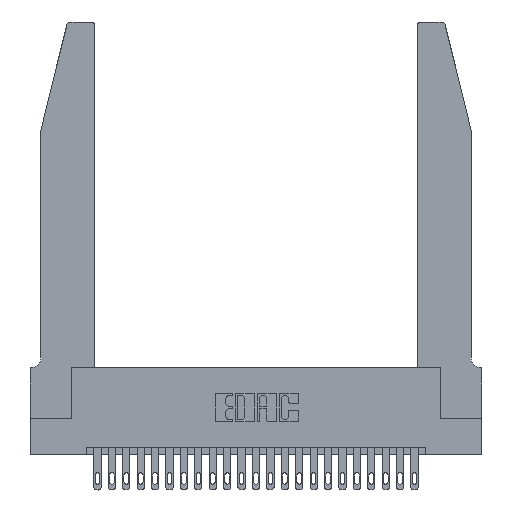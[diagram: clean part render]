
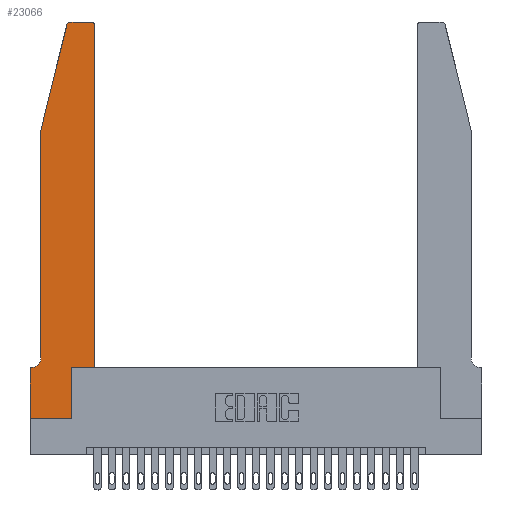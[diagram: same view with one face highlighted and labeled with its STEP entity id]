
A CAD part, top view. The second image highlights one B-rep face of the part: STEP entity #23066.
In plain terms, the highlighted planar face has unit normal (0, 0, 1).
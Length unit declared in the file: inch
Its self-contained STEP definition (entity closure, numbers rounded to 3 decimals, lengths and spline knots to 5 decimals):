
#149 = DIRECTION ( 'NONE',  ( 1., 0., 0. ) ) ;
#238 = ORIENTED_EDGE ( 'NONE', *, *, #3214, .T. ) ;
#249 = LINE ( 'NONE', #15509, #20153 ) ;
#403 = ORIENTED_EDGE ( 'NONE', *, *, #23394, .T. ) ;
#426 = VERTEX_POINT ( 'NONE', #10881 ) ;
#505 = EDGE_CURVE ( 'NONE', #8610, #3237, #249, .T. ) ;
#581 = EDGE_CURVE ( 'NONE', #426, #15067, #21975, .T. ) ;
#758 = DIRECTION ( 'NONE',  ( 0., 0., 1. ) ) ;
#1368 = CARTESIAN_POINT ( 'NONE',  ( 0.2865, 0.35, 0.37 ) ) ;
#1721 = CARTESIAN_POINT ( 'NONE',  ( 0.0755, 0.35, 0.37 ) ) ;
#2035 = ORIENTED_EDGE ( 'NONE', *, *, #9471, .T. ) ;
#2219 = AXIS2_PLACEMENT_3D ( 'NONE', #2363, #2535, #23978 ) ;
#2363 = CARTESIAN_POINT ( 'NONE',  ( 0.284, 2.72, 0.37 ) ) ;
#2535 = DIRECTION ( 'NONE',  ( 0., 0., 1. ) ) ;
#2610 = LINE ( 'NONE', #1721, #22801 ) ;
#2811 = CARTESIAN_POINT ( 'NONE',  ( 0.4205, 2.75, 0.37 ) ) ;
#2818 = CARTESIAN_POINT ( 'NONE',  ( 0., 0., 0.37 ) ) ;
#3214 = EDGE_CURVE ( 'NONE', #9502, #5872, #8044, .T. ) ;
#3237 = VERTEX_POINT ( 'NONE', #19409 ) ;
#3681 = ORIENTED_EDGE ( 'NONE', *, *, #581, .T. ) ;
#4154 = EDGE_CURVE ( 'NONE', #8830, #11521, #22664, .T. ) ;
#4176 = CARTESIAN_POINT ( 'NONE',  ( 0.2605, 2.75, 0.37 ) ) ;
#4599 = CARTESIAN_POINT ( 'NONE',  ( 0.2865, 0., 0.37 ) ) ;
#5218 = CARTESIAN_POINT ( 'NONE',  ( 0., 0., 0.37 ) ) ;
#5402 = AXIS2_PLACEMENT_3D ( 'NONE', #25187, #9815, #23232 ) ;
#5814 = ORIENTED_EDGE ( 'NONE', *, *, #23578, .T. ) ;
#5872 = VERTEX_POINT ( 'NONE', #10175 ) ;
#6110 = VECTOR ( 'NONE', #8141, 39.37008 ) ;
#6152 = EDGE_CURVE ( 'NONE', #11521, #11200, #18668, .T. ) ;
#7101 = DIRECTION ( 'NONE',  ( 0., -1., 0. ) ) ;
#7199 = ORIENTED_EDGE ( 'NONE', *, *, #18598, .T. ) ;
#8044 = CIRCLE ( 'NONE', #5402, 0.07 ) ;
#8050 = DIRECTION ( 'NONE',  ( 1., 0., 0. ) ) ;
#8141 = DIRECTION ( 'NONE',  ( 0., 1., 0. ) ) ;
#8294 = CARTESIAN_POINT ( 'NONE',  ( 0.0755, 0.42, 0.37 ) ) ;
#8610 = VERTEX_POINT ( 'NONE', #13336 ) ;
#8774 = ORIENTED_EDGE ( 'NONE', *, *, #6152, .T. ) ;
#8830 = VERTEX_POINT ( 'NONE', #5218 ) ;
#9471 = EDGE_CURVE ( 'NONE', #11200, #426, #14016, .T. ) ;
#9502 = VERTEX_POINT ( 'NONE', #8294 ) ;
#9813 = EDGE_CURVE ( 'NONE', #19705, #14262, #14950, .T. ) ;
#9815 = DIRECTION ( 'NONE',  ( 0., 0., -1. ) ) ;
#9844 = VECTOR ( 'NONE', #7101, 39.37008 ) ;
#10054 = VERTEX_POINT ( 'NONE', #18391 ) ;
#10175 = CARTESIAN_POINT ( 'NONE',  ( 0.0055, 0.35, 0.37 ) ) ;
#10881 = CARTESIAN_POINT ( 'NONE',  ( 0.4505, 0.35, 0.37 ) ) ;
#10895 = EDGE_CURVE ( 'NONE', #15067, #19705, #21008, .T. ) ;
#11200 = VERTEX_POINT ( 'NONE', #1368 ) ;
#11521 = VERTEX_POINT ( 'NONE', #4599 ) ;
#12255 = AXIS2_PLACEMENT_3D ( 'NONE', #16217, #25295, #149 ) ;
#13077 = DIRECTION ( 'NONE',  ( 1., 0., 0. ) ) ;
#13119 = CARTESIAN_POINT ( 'NONE',  ( 0.4505, 2.72, 0.37 ) ) ;
#13205 = VECTOR ( 'NONE', #13077, 39.37008 ) ;
#13264 = DIRECTION ( 'NONE',  ( -1., 0., 0. ) ) ;
#13336 = CARTESIAN_POINT ( 'NONE',  ( 0.25487, 2.72718, 0.37 ) ) ;
#13611 = CARTESIAN_POINT ( 'NONE',  ( 0.4505, 0.35, 0.37 ) ) ;
#13712 = VECTOR ( 'NONE', #13988, 39.37008 ) ;
#13959 = EDGE_CURVE ( 'NONE', #3237, #9502, #14725, .T. ) ;
#13988 = DIRECTION ( 'NONE',  ( -1., 0., 0. ) ) ;
#14016 = LINE ( 'NONE', #13611, #23513 ) ;
#14262 = VERTEX_POINT ( 'NONE', #24601 ) ;
#14440 = ORIENTED_EDGE ( 'NONE', *, *, #505, .T. ) ;
#14725 = LINE ( 'NONE', #14757, #9844 ) ;
#14757 = CARTESIAN_POINT ( 'NONE',  ( 0.0755, 2., 0.37 ) ) ;
#14950 = LINE ( 'NONE', #4176, #13712 ) ;
#15067 = VERTEX_POINT ( 'NONE', #13119 ) ;
#15290 = VECTOR ( 'NONE', #18271, 39.37008 ) ;
#15509 = CARTESIAN_POINT ( 'NONE',  ( 0.0755, 2., 0.37 ) ) ;
#15726 = VECTOR ( 'NONE', #16811, 39.37008 ) ;
#15728 = CARTESIAN_POINT ( 'NONE',  ( 0.2865, 0.35, 0.37 ) ) ;
#15729 = ORIENTED_EDGE ( 'NONE', *, *, #13959, .T. ) ;
#15913 = CARTESIAN_POINT ( 'NONE',  ( 0.4505, 0.35, 0.37 ) ) ;
#16217 = CARTESIAN_POINT ( 'NONE',  ( 0.4205, 2.72, 0.37 ) ) ;
#16510 = DIRECTION ( 'NONE',  ( 1., 0., 0. ) ) ;
#16811 = DIRECTION ( 'NONE',  ( 0., -1., 0. ) ) ;
#16821 = ORIENTED_EDGE ( 'NONE', *, *, #9813, .T. ) ;
#17429 = AXIS2_PLACEMENT_3D ( 'NONE', #24105, #758, #16510 ) ;
#17639 = ORIENTED_EDGE ( 'NONE', *, *, #4154, .T. ) ;
#18271 = DIRECTION ( 'NONE',  ( 0., 1., 0. ) ) ;
#18391 = CARTESIAN_POINT ( 'NONE',  ( 0., 0.35, 0.37 ) ) ;
#18598 = EDGE_CURVE ( 'NONE', #10054, #8830, #23964, .T. ) ;
#18668 = LINE ( 'NONE', #15728, #15290 ) ;
#19409 = CARTESIAN_POINT ( 'NONE',  ( 0.0755, 2., 0.37 ) ) ;
#19450 = DIRECTION ( 'NONE',  ( -0.239, -0.971, 0. ) ) ;
#19705 = VERTEX_POINT ( 'NONE', #2811 ) ;
#20153 = VECTOR ( 'NONE', #19450, 39.37008 ) ;
#20437 = PLANE ( 'NONE',  #17429 ) ;
#21008 = CIRCLE ( 'NONE', #12255, 0.03 ) ;
#21975 = LINE ( 'NONE', #15913, #6110 ) ;
#22310 = ORIENTED_EDGE ( 'NONE', *, *, #10895, .T. ) ;
#22512 = CARTESIAN_POINT ( 'NONE',  ( 0., 0., 0.37 ) ) ;
#22664 = LINE ( 'NONE', #2818, #13205 ) ;
#22727 = EDGE_LOOP ( 'NONE', ( #16821, #5814, #14440, #15729, #238, #403, #7199, #17639, #8774, #2035, #3681, #22310 ) ) ;
#22801 = VECTOR ( 'NONE', #13264, 39.37008 ) ;
#23066 = ADVANCED_FACE ( 'NONE', ( #24672 ), #20437, .T. ) ;
#23232 = DIRECTION ( 'NONE',  ( -1., 0., 0. ) ) ;
#23394 = EDGE_CURVE ( 'NONE', #5872, #10054, #2610, .T. ) ;
#23513 = VECTOR ( 'NONE', #8050, 39.37008 ) ;
#23578 = EDGE_CURVE ( 'NONE', #14262, #8610, #25241, .T. ) ;
#23964 = LINE ( 'NONE', #22512, #15726 ) ;
#23978 = DIRECTION ( 'NONE',  ( 1., 0., 0. ) ) ;
#24105 = CARTESIAN_POINT ( 'NONE',  ( 0., 0.35, 0.37 ) ) ;
#24601 = CARTESIAN_POINT ( 'NONE',  ( 0.284, 2.75, 0.37 ) ) ;
#24672 = FACE_OUTER_BOUND ( 'NONE', #22727, .T. ) ;
#25187 = CARTESIAN_POINT ( 'NONE',  ( 0.0055, 0.42, 0.37 ) ) ;
#25241 = CIRCLE ( 'NONE', #2219, 0.03 ) ;
#25295 = DIRECTION ( 'NONE',  ( 0., 0., 1. ) ) ;
